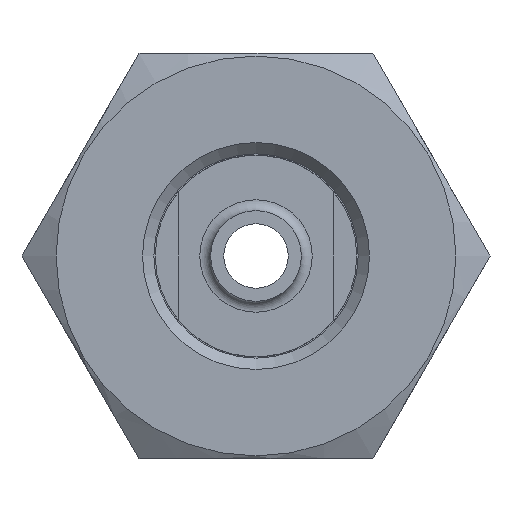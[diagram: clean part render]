
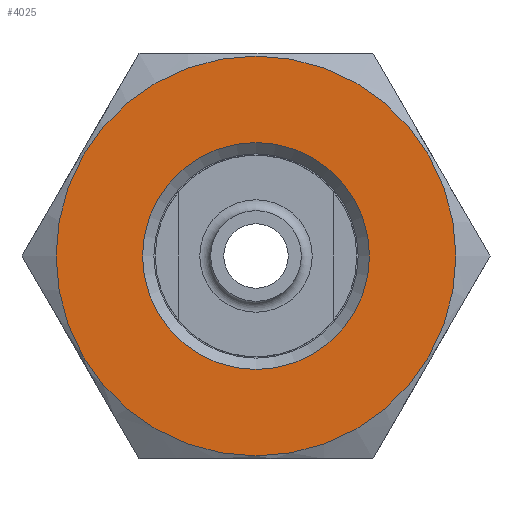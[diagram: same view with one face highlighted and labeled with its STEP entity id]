
A CAD part, left-side view. The second image highlights one B-rep face of the part: STEP entity #4025.
In plain terms, the highlighted planar face has unit normal (-1, 0, 0).
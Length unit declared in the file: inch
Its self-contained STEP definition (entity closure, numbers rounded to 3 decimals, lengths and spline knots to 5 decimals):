
#1213 = DIRECTION ( 'NONE',  ( 0., -1., 0. ) ) ;
#1414 = DIRECTION ( 'NONE',  ( 0., 1., 0. ) ) ;
#1807 = EDGE_LOOP ( 'NONE', ( #2376 ) ) ;
#2270 = PLANE ( 'NONE',  #4731 ) ;
#2376 = ORIENTED_EDGE ( 'NONE', *, *, #6144, .F. ) ;
#2669 = ORIENTED_EDGE ( 'NONE', *, *, #4966, .T. ) ;
#3104 = VERTEX_POINT ( 'NONE', #11389 ) ;
#3372 = DIRECTION ( 'NONE',  ( 0., 1., 0. ) ) ;
#3419 = EDGE_LOOP ( 'NONE', ( #2669 ) ) ;
#4025 = ADVANCED_FACE ( 'NONE', ( #11982, #10645 ), #2270, .T. ) ;
#4119 = CARTESIAN_POINT ( 'NONE',  ( -5.56118, 0.4443, 2.54791 ) ) ;
#4149 = DIRECTION ( 'NONE',  ( 1., 0., 0. ) ) ;
#4509 = CARTESIAN_POINT ( 'NONE',  ( -5.56118, 0.6843, 2.54791 ) ) ;
#4731 = AXIS2_PLACEMENT_3D ( 'NONE', #4119, #11837, #1213 ) ;
#4966 = EDGE_CURVE ( 'NONE', #3104, #3104, #8432, .T. ) ;
#5467 = AXIS2_PLACEMENT_3D ( 'NONE', #9989, #4149, #1414 ) ;
#6144 = EDGE_CURVE ( 'NONE', #6886, #6886, #12032, .T. ) ;
#6202 = DIRECTION ( 'NONE',  ( 1., 0., 0. ) ) ;
#6886 = VERTEX_POINT ( 'NONE', #4509 ) ;
#8432 = CIRCLE ( 'NONE', #11840, 0.315 ) ;
#9989 = CARTESIAN_POINT ( 'NONE',  ( -5.56118, 0.1293, 2.54791 ) ) ;
#10645 = FACE_OUTER_BOUND ( 'NONE', #1807, .T. ) ;
#11389 = CARTESIAN_POINT ( 'NONE',  ( -5.56118, 0.4443, 2.54791 ) ) ;
#11837 = DIRECTION ( 'NONE',  ( -1., 0., 0. ) ) ;
#11840 = AXIS2_PLACEMENT_3D ( 'NONE', #11946, #6202, #3372 ) ;
#11946 = CARTESIAN_POINT ( 'NONE',  ( -5.56118, 0.1293, 2.54791 ) ) ;
#11982 = FACE_BOUND ( 'NONE', #3419, .T. ) ;
#12032 = CIRCLE ( 'NONE', #5467, 0.555 ) ;
